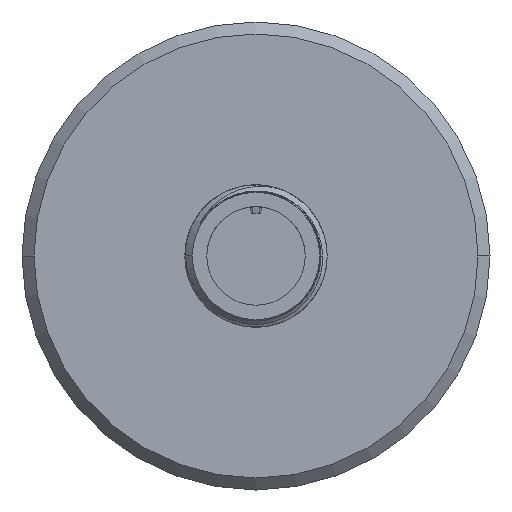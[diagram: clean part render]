
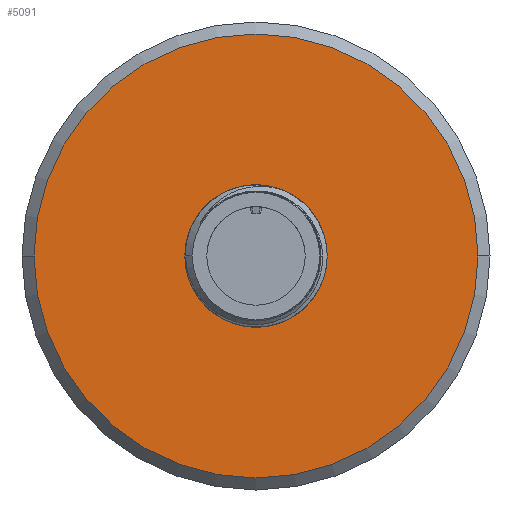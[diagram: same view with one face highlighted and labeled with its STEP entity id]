
A CAD part, left-side view. The second image highlights one B-rep face of the part: STEP entity #5091.
In plain terms, the highlighted planar face has unit normal (-1, 0, 0).
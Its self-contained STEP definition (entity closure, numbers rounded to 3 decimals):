
#788 = AXIS2_PLACEMENT_3D ( 'NONE', #8945, #6117, #12914 ) ;
#909 = CARTESIAN_POINT ( 'NONE',  ( -98.158, 0., 0. ) ) ;
#935 = CARTESIAN_POINT ( 'NONE',  ( -98.158, 0., 0. ) ) ;
#1621 = CARTESIAN_POINT ( 'NONE',  ( -98.158, 0., 0. ) ) ;
#2551 = DIRECTION ( 'NONE',  ( -1., 0., 0. ) ) ;
#3073 = AXIS2_PLACEMENT_3D ( 'NONE', #1621, #12515, #7222 ) ;
#3108 = CARTESIAN_POINT ( 'NONE',  ( -98.158, 0., 0. ) ) ;
#3545 = ORIENTED_EDGE ( 'NONE', *, *, #17306, .T. ) ;
#4680 = CIRCLE ( 'NONE', #14707, 18.475 ) ;
#5091 = ADVANCED_FACE ( 'NONE', ( #7628, #12588 ), #14373, .T. ) ;
#5140 = CIRCLE ( 'NONE', #6952, 5.925 ) ;
#5639 = VERTEX_POINT ( 'NONE', #8400 ) ;
#6117 = DIRECTION ( 'NONE',  ( -1., 0., 0. ) ) ;
#6829 = CIRCLE ( 'NONE', #15052, 18.475 ) ;
#6952 = AXIS2_PLACEMENT_3D ( 'NONE', #909, #2551, #13512 ) ;
#6986 = VERTEX_POINT ( 'NONE', #12122 ) ;
#7222 = DIRECTION ( 'NONE',  ( 0., 1., 0. ) ) ;
#7628 = FACE_OUTER_BOUND ( 'NONE', #8609, .T. ) ;
#8400 = CARTESIAN_POINT ( 'NONE',  ( -98.158, -18.475, 0. ) ) ;
#8512 = DIRECTION ( 'NONE',  ( 0., 1., 0. ) ) ;
#8609 = EDGE_LOOP ( 'NONE', ( #9041, #3545 ) ) ;
#8945 = CARTESIAN_POINT ( 'NONE',  ( -98.158, 0., -18.475 ) ) ;
#9041 = ORIENTED_EDGE ( 'NONE', *, *, #16498, .T. ) ;
#10013 = CARTESIAN_POINT ( 'NONE',  ( -98.158, -5.925, 0. ) ) ;
#10460 = CARTESIAN_POINT ( 'NONE',  ( -98.158, 18.475, 0. ) ) ;
#11372 = DIRECTION ( 'NONE',  ( -1., 0., 0. ) ) ;
#12122 = CARTESIAN_POINT ( 'NONE',  ( -98.158, 5.925, 0. ) ) ;
#12515 = DIRECTION ( 'NONE',  ( -1., 0., 0. ) ) ;
#12588 = FACE_BOUND ( 'NONE', #17585, .T. ) ;
#12914 = DIRECTION ( 'NONE',  ( 0., 1., 0. ) ) ;
#13480 = DIRECTION ( 'NONE',  ( -1., 0., 0. ) ) ;
#13512 = DIRECTION ( 'NONE',  ( 0., 1., 0. ) ) ;
#14373 = PLANE ( 'NONE',  #788 ) ;
#14564 = VERTEX_POINT ( 'NONE', #10013 ) ;
#14705 = VERTEX_POINT ( 'NONE', #10460 ) ;
#14707 = AXIS2_PLACEMENT_3D ( 'NONE', #935, #13480, #17374 ) ;
#14797 = CIRCLE ( 'NONE', #3073, 5.925 ) ;
#15052 = AXIS2_PLACEMENT_3D ( 'NONE', #3108, #11372, #8512 ) ;
#15676 = EDGE_CURVE ( 'NONE', #6986, #14564, #5140, .T. ) ;
#16178 = EDGE_CURVE ( 'NONE', #14564, #6986, #14797, .T. ) ;
#16498 = EDGE_CURVE ( 'NONE', #5639, #14705, #6829, .T. ) ;
#17306 = EDGE_CURVE ( 'NONE', #14705, #5639, #4680, .T. ) ;
#17374 = DIRECTION ( 'NONE',  ( 0., 1., 0. ) ) ;
#17397 = ORIENTED_EDGE ( 'NONE', *, *, #16178, .F. ) ;
#17442 = ORIENTED_EDGE ( 'NONE', *, *, #15676, .F. ) ;
#17585 = EDGE_LOOP ( 'NONE', ( #17442, #17397 ) ) ;
